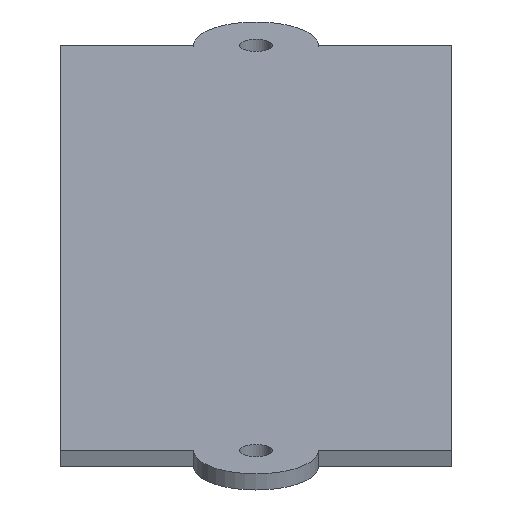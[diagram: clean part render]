
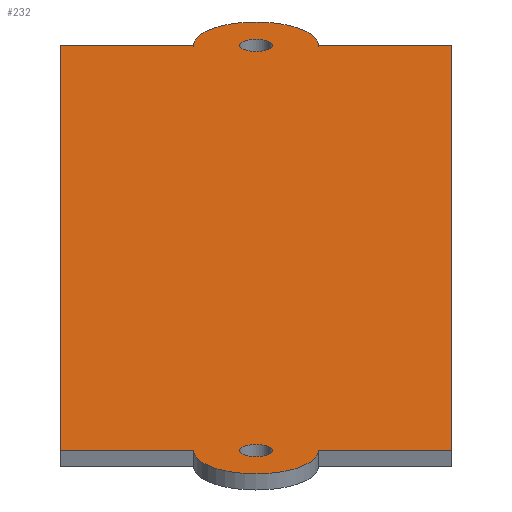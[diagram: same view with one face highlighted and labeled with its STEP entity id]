
A CAD part, top view. The second image highlights one B-rep face of the part: STEP entity #232.
In plain terms, the highlighted planar face has unit normal (0, 0.927, 0.375).
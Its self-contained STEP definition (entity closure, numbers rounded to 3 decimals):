
#17=FACE_BOUND('',#53,.T.);
#18=FACE_BOUND('',#54,.T.);
#26=PLANE('',#254);
#38=FACE_OUTER_BOUND('',#52,.T.);
#52=EDGE_LOOP('',(#207,#208,#209,#210,#211,#212,#213,#214));
#53=EDGE_LOOP('',(#215));
#54=EDGE_LOOP('',(#216));
#59=LINE('',#339,#81);
#63=LINE('',#351,#85);
#66=LINE('',#357,#88);
#69=LINE('',#363,#91);
#73=LINE('',#375,#95);
#76=LINE('',#379,#98);
#81=VECTOR('',#275,10.);
#85=VECTOR('',#287,10.);
#88=VECTOR('',#292,10.);
#91=VECTOR('',#297,10.);
#95=VECTOR('',#309,10.);
#98=VECTOR('',#314,10.);
#99=CIRCLE('',#236,0.75);
#101=CIRCLE('',#239,0.75);
#104=CIRCLE('',#244,2.875);
#106=CIRCLE('',#250,2.875);
#107=VERTEX_POINT('',#321);
#109=VERTEX_POINT('',#327);
#113=VERTEX_POINT('',#336);
#114=VERTEX_POINT('',#338);
#116=VERTEX_POINT('',#344);
#118=VERTEX_POINT('',#350);
#120=VERTEX_POINT('',#356);
#122=VERTEX_POINT('',#362);
#124=VERTEX_POINT('',#368);
#126=VERTEX_POINT('',#374);
#127=EDGE_CURVE('',#107,#107,#99,.T.);
#130=EDGE_CURVE('',#109,#109,#101,.T.);
#135=EDGE_CURVE('',#114,#113,#59,.T.);
#138=EDGE_CURVE('',#116,#114,#104,.T.);
#141=EDGE_CURVE('',#118,#116,#63,.T.);
#144=EDGE_CURVE('',#120,#118,#66,.T.);
#147=EDGE_CURVE('',#122,#120,#69,.T.);
#150=EDGE_CURVE('',#124,#122,#106,.T.);
#153=EDGE_CURVE('',#126,#124,#73,.T.);
#156=EDGE_CURVE('',#113,#126,#76,.T.);
#207=ORIENTED_EDGE('',*,*,#156,.T.);
#208=ORIENTED_EDGE('',*,*,#153,.T.);
#209=ORIENTED_EDGE('',*,*,#150,.T.);
#210=ORIENTED_EDGE('',*,*,#147,.T.);
#211=ORIENTED_EDGE('',*,*,#144,.T.);
#212=ORIENTED_EDGE('',*,*,#141,.T.);
#213=ORIENTED_EDGE('',*,*,#138,.T.);
#214=ORIENTED_EDGE('',*,*,#135,.T.);
#215=ORIENTED_EDGE('',*,*,#130,.T.);
#216=ORIENTED_EDGE('',*,*,#127,.T.);
#232=ADVANCED_FACE('',(#38,#17,#18),#26,.F.);
#236=AXIS2_PLACEMENT_3D('',#322,#259,#260);
#239=AXIS2_PLACEMENT_3D('',#328,#266,#267);
#244=AXIS2_PLACEMENT_3D('',#345,#281,#282);
#250=AXIS2_PLACEMENT_3D('',#369,#303,#304);
#254=AXIS2_PLACEMENT_3D('',#381,#317,#318);
#259=DIRECTION('center_axis',(0.,-0.927,-0.375));
#260=DIRECTION('ref_axis',(1.,0.,0.));
#266=DIRECTION('center_axis',(0.,-0.927,-0.375));
#267=DIRECTION('ref_axis',(1.,0.,0.));
#275=DIRECTION('',(1.,0.,0.));
#281=DIRECTION('center_axis',(0.,0.927,0.375));
#282=DIRECTION('ref_axis',(1.,0.,0.));
#287=DIRECTION('',(1.,0.,0.));
#292=DIRECTION('',(0.,-0.375,0.927));
#297=DIRECTION('',(-1.,0.,0.));
#303=DIRECTION('center_axis',(0.,0.927,0.375));
#304=DIRECTION('ref_axis',(1.,0.,0.));
#309=DIRECTION('',(-1.,0.,0.));
#314=DIRECTION('',(0.,0.375,-0.927));
#317=DIRECTION('center_axis',(0.,-0.927,-0.375));
#318=DIRECTION('ref_axis',(1.,0.,0.));
#321=CARTESIAN_POINT('',(93.198,34.514,73.243));
#322=CARTESIAN_POINT('Origin',(93.948,34.514,73.243));
#327=CARTESIAN_POINT('',(93.198,53.244,26.883));
#328=CARTESIAN_POINT('Origin',(93.948,53.244,26.883));
#336=CARTESIAN_POINT('',(102.948,34.514,73.243));
#338=CARTESIAN_POINT('',(96.823,34.514,73.243));
#339=CARTESIAN_POINT('',(84.948,34.514,73.243));
#344=CARTESIAN_POINT('',(91.073,34.514,73.243));
#345=CARTESIAN_POINT('Origin',(93.948,34.514,73.243));
#350=CARTESIAN_POINT('',(84.948,34.514,73.243));
#351=CARTESIAN_POINT('',(84.948,34.514,73.243));
#356=CARTESIAN_POINT('',(84.948,53.244,26.883));
#357=CARTESIAN_POINT('',(84.948,53.244,26.883));
#362=CARTESIAN_POINT('',(91.073,53.244,26.883));
#363=CARTESIAN_POINT('',(102.948,53.244,26.883));
#368=CARTESIAN_POINT('',(96.823,53.244,26.883));
#369=CARTESIAN_POINT('Origin',(93.948,53.244,26.883));
#374=CARTESIAN_POINT('',(102.948,53.244,26.883));
#375=CARTESIAN_POINT('',(102.948,53.244,26.883));
#379=CARTESIAN_POINT('',(102.948,53.244,26.883));
#381=CARTESIAN_POINT('Origin',(93.948,43.879,50.063));
